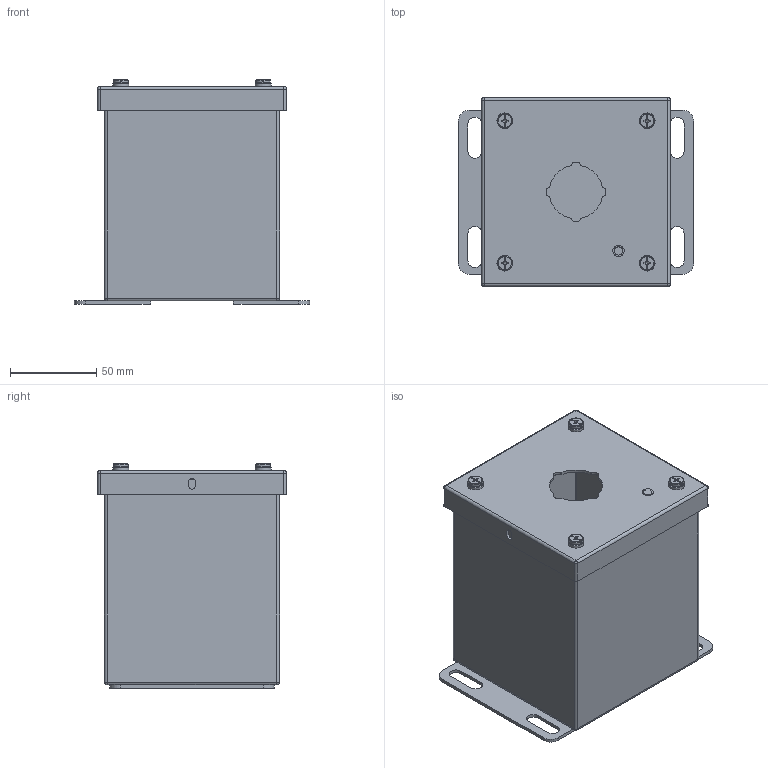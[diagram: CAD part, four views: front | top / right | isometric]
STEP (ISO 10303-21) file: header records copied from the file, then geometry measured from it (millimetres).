
FILE_DESCRIPTION (( 'STEP AP214' ), '1' );
FILE_NAME ('SCE-1PBX.STEP', '2022-05-13T10:35:10', ( '' ), ( '' ), 'SwSTEP 2.0', 'SolidWorks 2021', '' );
FILE_SCHEMA (( 'AUTOMOTIVE_DESIGN' ));
Length unit declared in the file: inch
Products named in the file (1): SCE-1PBX
Bounding box: 136.53 x 109.53 x 130.14 mm (x, y, z)
Volume: 138570.2 mm3; surface area: 180420 mm2
Topology: 14 solids, 14 shells, 457 faces, 1193 edges, 667 vertices
Faces by surface type: plane 163, cylinder 141, bspline 120, cone 17, sphere 16
Full cylindrical faces by diameter (mm): 3.708 x4, 4.775 x5, 5.588 x4, 6.502 x1, 6.604 x4, 6.756 x4, 8.052 x4, 8.484 x4, 9.195 x4
Entity records: 14838 total; most frequent: CARTESIAN_POINT 4931, ORIENTED_EDGE 1988, DIRECTION 1881, EDGE_CURVE 994, AXIS2_PLACEMENT_3D 689, VERTEX_POINT 631, EDGE_LOOP 563, FACE_OUTER_BOUND 507
